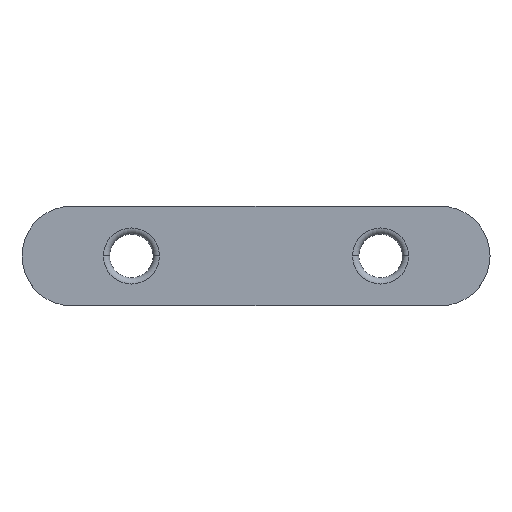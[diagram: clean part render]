
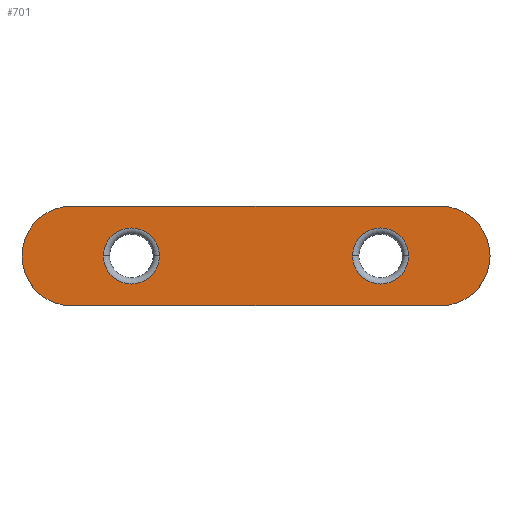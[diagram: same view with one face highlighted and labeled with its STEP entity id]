
A CAD part, top view. The second image highlights one B-rep face of the part: STEP entity #701.
In plain terms, the highlighted planar face has unit normal (0, 0, 1).
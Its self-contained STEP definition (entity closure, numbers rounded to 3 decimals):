
#6 = LINE ( 'NONE', #612, #147 ) ;
#15 = DIRECTION ( 'NONE',  ( 0., 0., -1. ) ) ;
#18 = EDGE_CURVE ( 'NONE', #259, #255, #440, .T. ) ;
#19 = DIRECTION ( 'NONE',  ( 0., 0., 1. ) ) ;
#20 = DIRECTION ( 'NONE',  ( 1., 0., 0. ) ) ;
#27 = CARTESIAN_POINT ( 'NONE',  ( -29.55, 0., 2.5 ) ) ;
#29 = FACE_BOUND ( 'NONE', #450, .T. ) ;
#63 = CARTESIAN_POINT ( 'NONE',  ( -29.55, -8., 2.5 ) ) ;
#75 = FACE_OUTER_BOUND ( 'NONE', #389, .T. ) ;
#89 = ORIENTED_EDGE ( 'NONE', *, *, #544, .T. ) ;
#101 = AXIS2_PLACEMENT_3D ( 'NONE', #198, #534, #319 ) ;
#108 = EDGE_CURVE ( 'NONE', #117, #294, #353, .T. ) ;
#110 = ORIENTED_EDGE ( 'NONE', *, *, #108, .T. ) ;
#116 = EDGE_CURVE ( 'NONE', #649, #117, #186, .T. ) ;
#117 = VERTEX_POINT ( 'NONE', #300 ) ;
#121 = VERTEX_POINT ( 'NONE', #296 ) ;
#124 = DIRECTION ( 'NONE',  ( 0., 0., -1. ) ) ;
#131 = CARTESIAN_POINT ( 'NONE',  ( -29.55, 0., 2.5 ) ) ;
#147 = VECTOR ( 'NONE', #299, 1000. ) ;
#151 = AXIS2_PLACEMENT_3D ( 'NONE', #27, #19, #581 ) ;
#171 = DIRECTION ( 'NONE',  ( 1., 0., 0. ) ) ;
#174 = ORIENTED_EDGE ( 'NONE', *, *, #254, .T. ) ;
#180 = DIRECTION ( 'NONE',  ( 1., 0., 0. ) ) ;
#181 = VECTOR ( 'NONE', #171, 1000. ) ;
#186 = CIRCLE ( 'NONE', #151, 8. ) ;
#188 = CARTESIAN_POINT ( 'NONE',  ( 20., 0., 2.5 ) ) ;
#189 = FACE_BOUND ( 'NONE', #272, .T. ) ;
#195 = EDGE_CURVE ( 'NONE', #121, #267, #439, .T. ) ;
#196 = VERTEX_POINT ( 'NONE', #257 ) ;
#198 = CARTESIAN_POINT ( 'NONE',  ( 29.55, 0., 2.5 ) ) ;
#201 = DIRECTION ( 'NONE',  ( 1., 0., 0. ) ) ;
#205 = VERTEX_POINT ( 'NONE', #352 ) ;
#213 = CIRCLE ( 'NONE', #571, 4.5 ) ;
#221 = EDGE_CURVE ( 'NONE', #267, #121, #213, .T. ) ;
#239 = DIRECTION ( 'NONE',  ( 1., 0., 0. ) ) ;
#247 = AXIS2_PLACEMENT_3D ( 'NONE', #463, #672, #180 ) ;
#252 = CARTESIAN_POINT ( 'NONE',  ( 24.5, 0., 2.5 ) ) ;
#254 = EDGE_CURVE ( 'NONE', #196, #205, #391, .T. ) ;
#255 = VERTEX_POINT ( 'NONE', #265 ) ;
#257 = CARTESIAN_POINT ( 'NONE',  ( 29.55, -8., 2.5 ) ) ;
#259 = VERTEX_POINT ( 'NONE', #252 ) ;
#265 = CARTESIAN_POINT ( 'NONE',  ( 15.5, 0., 2.5 ) ) ;
#267 = VERTEX_POINT ( 'NONE', #683 ) ;
#272 = EDGE_LOOP ( 'NONE', ( #332, #335 ) ) ;
#294 = VERTEX_POINT ( 'NONE', #541 ) ;
#296 = CARTESIAN_POINT ( 'NONE',  ( -24.5, 0., 2.5 ) ) ;
#299 = DIRECTION ( 'NONE',  ( -1., 0., 0. ) ) ;
#300 = CARTESIAN_POINT ( 'NONE',  ( -37.55, 0., 2.5 ) ) ;
#319 = DIRECTION ( 'NONE',  ( 1., 0., 0. ) ) ;
#332 = ORIENTED_EDGE ( 'NONE', *, *, #221, .T. ) ;
#335 = ORIENTED_EDGE ( 'NONE', *, *, #195, .T. ) ;
#350 = ORIENTED_EDGE ( 'NONE', *, *, #18, .T. ) ;
#352 = CARTESIAN_POINT ( 'NONE',  ( 29.55, 8., 2.5 ) ) ;
#353 = CIRCLE ( 'NONE', #550, 8. ) ;
#368 = AXIS2_PLACEMENT_3D ( 'NONE', #670, #124, #415 ) ;
#369 = DIRECTION ( 'NONE',  ( 0., 0., 1. ) ) ;
#389 = EDGE_LOOP ( 'NONE', ( #507, #110, #442, #174, #89 ) ) ;
#391 = CIRCLE ( 'NONE', #101, 8. ) ;
#412 = AXIS2_PLACEMENT_3D ( 'NONE', #422, #369, #201 ) ;
#415 = DIRECTION ( 'NONE',  ( 1., 0., 0. ) ) ;
#422 = CARTESIAN_POINT ( 'NONE',  ( -29.55, 0., 2.5 ) ) ;
#431 = DIRECTION ( 'NONE',  ( 1., 0., 0. ) ) ;
#432 = AXIS2_PLACEMENT_3D ( 'NONE', #188, #618, #20 ) ;
#439 = CIRCLE ( 'NONE', #368, 4.5 ) ;
#440 = CIRCLE ( 'NONE', #432, 4.5 ) ;
#442 = ORIENTED_EDGE ( 'NONE', *, *, #651, .T. ) ;
#450 = EDGE_LOOP ( 'NONE', ( #350, #557 ) ) ;
#463 = CARTESIAN_POINT ( 'NONE',  ( 20., 0., 2.5 ) ) ;
#507 = ORIENTED_EDGE ( 'NONE', *, *, #116, .T. ) ;
#528 = DIRECTION ( 'NONE',  ( 0., 0., 1. ) ) ;
#532 = PLANE ( 'NONE',  #412 ) ;
#534 = DIRECTION ( 'NONE',  ( 0., 0., 1. ) ) ;
#541 = CARTESIAN_POINT ( 'NONE',  ( -29.55, -8., 2.5 ) ) ;
#544 = EDGE_CURVE ( 'NONE', #205, #649, #6, .T. ) ;
#550 = AXIS2_PLACEMENT_3D ( 'NONE', #131, #528, #431 ) ;
#557 = ORIENTED_EDGE ( 'NONE', *, *, #695, .T. ) ;
#558 = CIRCLE ( 'NONE', #247, 4.5 ) ;
#568 = CARTESIAN_POINT ( 'NONE',  ( -20., 0., 2.5 ) ) ;
#570 = LINE ( 'NONE', #63, #181 ) ;
#571 = AXIS2_PLACEMENT_3D ( 'NONE', #568, #15, #239 ) ;
#581 = DIRECTION ( 'NONE',  ( 1., 0., 0. ) ) ;
#612 = CARTESIAN_POINT ( 'NONE',  ( -29.55, 8., 2.5 ) ) ;
#618 = DIRECTION ( 'NONE',  ( 0., 0., -1. ) ) ;
#649 = VERTEX_POINT ( 'NONE', #662 ) ;
#651 = EDGE_CURVE ( 'NONE', #294, #196, #570, .T. ) ;
#662 = CARTESIAN_POINT ( 'NONE',  ( -29.55, 8., 2.5 ) ) ;
#670 = CARTESIAN_POINT ( 'NONE',  ( -20., 0., 2.5 ) ) ;
#672 = DIRECTION ( 'NONE',  ( 0., 0., -1. ) ) ;
#683 = CARTESIAN_POINT ( 'NONE',  ( -15.5, 0., 2.5 ) ) ;
#695 = EDGE_CURVE ( 'NONE', #255, #259, #558, .T. ) ;
#701 = ADVANCED_FACE ( 'NONE', ( #29, #189, #75 ), #532, .T. ) ;
